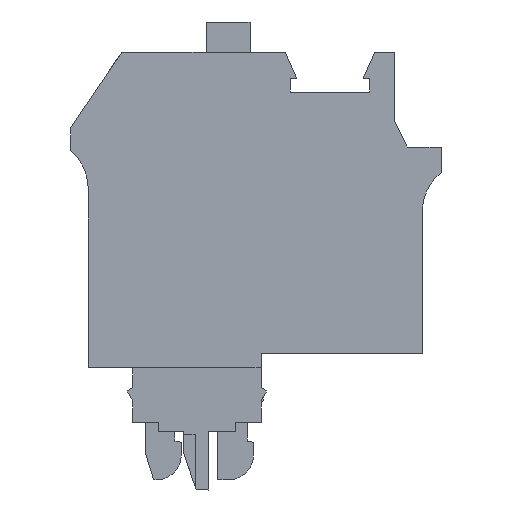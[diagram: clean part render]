
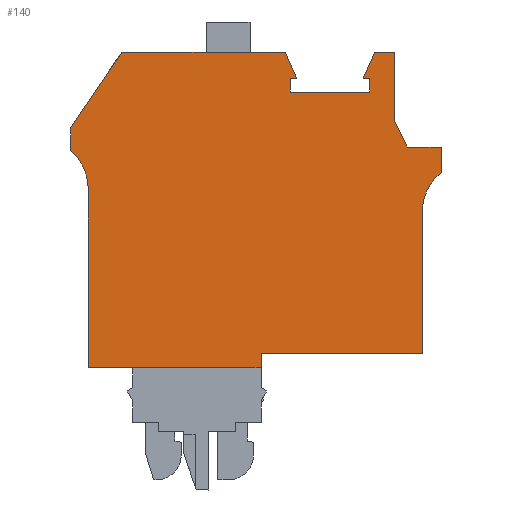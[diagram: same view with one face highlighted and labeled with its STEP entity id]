
A CAD part, left-side view. The second image highlights one B-rep face of the part: STEP entity #140.
In plain terms, the highlighted planar face has unit normal (-1, 0, 0).
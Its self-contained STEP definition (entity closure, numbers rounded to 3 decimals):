
#140=ADVANCED_FACE('',(#379),#380,.T.);
#379=FACE_OUTER_BOUND('',#715,.T.);
#380=PLANE('',#716);
#715=EDGE_LOOP('',(#1062,#1063,#1064,#1065,#1066,#1067,#1068,#1069,#1070,#1071,#1072,#1073,#1074,#1075,#1076,#1077,#1078,#1079,#1080,#1081,#1082,#1083));
#716=AXIS2_PLACEMENT_3D('',#1084,#1085,#1086);
#1062=ORIENTED_EDGE('',*,*,#2124,.T.);
#1063=ORIENTED_EDGE('',*,*,#2125,.T.);
#1064=ORIENTED_EDGE('',*,*,#2126,.T.);
#1065=ORIENTED_EDGE('',*,*,#2127,.T.);
#1066=ORIENTED_EDGE('',*,*,#2128,.F.);
#1067=ORIENTED_EDGE('',*,*,#2129,.F.);
#1068=ORIENTED_EDGE('',*,*,#2130,.F.);
#1069=ORIENTED_EDGE('',*,*,#2131,.F.);
#1070=ORIENTED_EDGE('',*,*,#2132,.T.);
#1071=ORIENTED_EDGE('',*,*,#2133,.F.);
#1072=ORIENTED_EDGE('',*,*,#2134,.F.);
#1073=ORIENTED_EDGE('',*,*,#2135,.T.);
#1074=ORIENTED_EDGE('',*,*,#2136,.T.);
#1075=ORIENTED_EDGE('',*,*,#2137,.F.);
#1076=ORIENTED_EDGE('',*,*,#2138,.T.);
#1077=ORIENTED_EDGE('',*,*,#2139,.T.);
#1078=ORIENTED_EDGE('',*,*,#2140,.F.);
#1079=ORIENTED_EDGE('',*,*,#2141,.F.);
#1080=ORIENTED_EDGE('',*,*,#2142,.F.);
#1081=ORIENTED_EDGE('',*,*,#2143,.T.);
#1082=ORIENTED_EDGE('',*,*,#2144,.T.);
#1083=ORIENTED_EDGE('',*,*,#2145,.T.);
#1084=CARTESIAN_POINT('',(0.,18.925,34.35));
#1085=DIRECTION('',(-1.0,0.,0.));
#1086=DIRECTION('',(0.,0.,-1.0));
#2124=EDGE_CURVE('',#2565,#2566,#2567,.T.);
#2125=EDGE_CURVE('',#2566,#2568,#2569,.T.);
#2126=EDGE_CURVE('',#2568,#2570,#2571,.T.);
#2127=EDGE_CURVE('',#2570,#2572,#2573,.T.);
#2128=EDGE_CURVE('',#2574,#2572,#2575,.T.);
#2129=EDGE_CURVE('',#2576,#2574,#2577,.T.);
#2130=EDGE_CURVE('',#2578,#2576,#2579,.T.);
#2131=EDGE_CURVE('',#2580,#2578,#2581,.T.);
#2132=EDGE_CURVE('',#2580,#2582,#2583,.T.);
#2133=EDGE_CURVE('',#2584,#2582,#2585,.T.);
#2134=EDGE_CURVE('',#2586,#2584,#2587,.T.);
#2135=EDGE_CURVE('',#2586,#2588,#2589,.T.);
#2136=EDGE_CURVE('',#2588,#2590,#2591,.T.);
#2137=EDGE_CURVE('',#2592,#2590,#2593,.T.);
#2138=EDGE_CURVE('',#2592,#2594,#2595,.T.);
#2139=EDGE_CURVE('',#2594,#2596,#2597,.T.);
#2140=EDGE_CURVE('',#2598,#2596,#2599,.T.);
#2141=EDGE_CURVE('',#2600,#2598,#2601,.T.);
#2142=EDGE_CURVE('',#2602,#2600,#2603,.T.);
#2143=EDGE_CURVE('',#2602,#2604,#2605,.T.);
#2144=EDGE_CURVE('',#2604,#2606,#2607,.T.);
#2145=EDGE_CURVE('',#2606,#2565,#2608,.T.);
#2565=VERTEX_POINT('',#3215);
#2566=VERTEX_POINT('',#3216);
#2567=LINE('',#3217,#3218);
#2568=VERTEX_POINT('',#3219);
#2569=LINE('',#3220,#3221);
#2570=VERTEX_POINT('',#3222);
#2571=LINE('',#3223,#3224);
#2572=VERTEX_POINT('',#3225);
#2573=LINE('',#3226,#3227);
#2574=VERTEX_POINT('',#3228);
#2575=LINE('',#3229,#3230);
#2576=VERTEX_POINT('',#3231);
#2577=LINE('',#3232,#3233);
#2578=VERTEX_POINT('',#3234);
#2579=LINE('',#3235,#3236);
#2580=VERTEX_POINT('',#3237);
#2581=CIRCLE('',#3238,4.0);
#2582=VERTEX_POINT('',#3239);
#2583=LINE('',#3240,#3241);
#2584=VERTEX_POINT('',#3242);
#2585=LINE('',#3243,#3244);
#2586=VERTEX_POINT('',#3245);
#2587=LINE('',#3246,#3247);
#2588=VERTEX_POINT('',#3248);
#2589=LINE('',#3249,#3250);
#2590=VERTEX_POINT('',#3251);
#2591=LINE('',#3252,#3253);
#2592=VERTEX_POINT('',#3254);
#2593=CIRCLE('',#3255,4.0);
#2594=VERTEX_POINT('',#3256);
#2595=LINE('',#3257,#3258);
#2596=VERTEX_POINT('',#3259);
#2597=LINE('',#3260,#3261);
#2598=VERTEX_POINT('',#3262);
#2599=LINE('',#3263,#3264);
#2600=VERTEX_POINT('',#3265);
#2601=LINE('',#3266,#3267);
#2602=VERTEX_POINT('',#3268);
#2603=LINE('',#3269,#3270);
#2604=VERTEX_POINT('',#3271);
#2605=LINE('',#3272,#3273);
#2606=VERTEX_POINT('',#3274);
#2607=LINE('',#3275,#3276);
#2608=LINE('',#3277,#3278);
#3215=CARTESIAN_POINT('',(0.,5.7,31.675));
#3216=CARTESIAN_POINT('',(0.,12.025,31.675));
#3217=CARTESIAN_POINT('',(0.,8.55,31.675));
#3218=VECTOR('',#4128,1.0);
#3219=CARTESIAN_POINT('',(0.,12.025,32.745));
#3220=CARTESIAN_POINT('',(0.,12.025,-150.034));
#3221=VECTOR('',#4129,1.0);
#3222=CARTESIAN_POINT('',(0.,11.497,32.745));
#3223=CARTESIAN_POINT('',(0.,8.55,32.745));
#3224=VECTOR('',#4130,1.0);
#3225=CARTESIAN_POINT('',(0.,12.422,34.85));
#3226=CARTESIAN_POINT('',(0.,-68.826,-150.034));
#3227=VECTOR('',#4131,1.0);
#3228=CARTESIAN_POINT('',(0.,25.431,34.85));
#3229=CARTESIAN_POINT('',(0.,8.55,34.85));
#3230=VECTOR('',#4132,1.0);
#3231=CARTESIAN_POINT('',(0.,29.5,28.837));
#3232=CARTESIAN_POINT('',(0.,150.553,-150.034));
#3233=VECTOR('',#4133,1.0);
#3234=CARTESIAN_POINT('',(0.,29.5,27.008));
#3235=CARTESIAN_POINT('',(0.,29.5,-150.034));
#3236=VECTOR('',#4134,1.0);
#3237=CARTESIAN_POINT('',(0.,28.1,23.968));
#3238=AXIS2_PLACEMENT_3D('',#4135,#4136,#4137);
#3239=CARTESIAN_POINT('',(0.,28.1,9.737));
#3240=CARTESIAN_POINT('',(0.,28.1,-150.034));
#3241=VECTOR('',#4138,1.0);
#3242=CARTESIAN_POINT('',(0.,14.35,9.737));
#3243=CARTESIAN_POINT('',(0.,8.55,9.737));
#3244=VECTOR('',#4139,1.0);
#3245=CARTESIAN_POINT('',(0.,14.35,10.85));
#3246=CARTESIAN_POINT('',(0.,14.35,-150.034));
#3247=VECTOR('',#4140,1.0);
#3248=CARTESIAN_POINT('',(0.,1.5,10.85));
#3249=CARTESIAN_POINT('',(0.,0.,10.85));
#3250=VECTOR('',#4141,1.0);
#3251=CARTESIAN_POINT('',(0.,1.5,22.178));
#3252=CARTESIAN_POINT('',(0.,1.5,0.));
#3253=VECTOR('',#4142,1.0);
#3254=CARTESIAN_POINT('',(0.,0.,25.3));
#3255=AXIS2_PLACEMENT_3D('',#4143,#4144,#4145);
#3256=CARTESIAN_POINT('',(0.,0.,27.3));
#3257=CARTESIAN_POINT('',(0.,0.,-150.034));
#3258=VECTOR('',#4146,1.0);
#3259=CARTESIAN_POINT('',(0.,2.7,27.3));
#3260=CARTESIAN_POINT('',(0.,8.55,27.3));
#3261=VECTOR('',#4147,1.0);
#3262=CARTESIAN_POINT('',(0.,3.7,29.35));
#3263=CARTESIAN_POINT('',(0.,-83.804,-150.034));
#3264=VECTOR('',#4148,1.0);
#3265=CARTESIAN_POINT('',(0.,3.7,34.85));
#3266=CARTESIAN_POINT('',(0.,3.7,-150.034));
#3267=VECTOR('',#4149,1.0);
#3268=CARTESIAN_POINT('',(0.,5.303,34.85));
#3269=CARTESIAN_POINT('',(0.,8.55,34.85));
#3270=VECTOR('',#4150,1.0);
#3271=CARTESIAN_POINT('',(0.,6.228,32.745));
#3272=CARTESIAN_POINT('',(0.,86.551,-150.034));
#3273=VECTOR('',#4151,1.0);
#3274=CARTESIAN_POINT('',(0.,5.7,32.745));
#3275=CARTESIAN_POINT('',(0.,8.742,32.745));
#3276=VECTOR('',#4152,1.0);
#3277=CARTESIAN_POINT('',(0.,5.7,-148.844));
#3278=VECTOR('',#4153,1.0);
#4128=DIRECTION('',(0.,1.0,0.));
#4129=DIRECTION('',(0.,0.,1.0));
#4130=DIRECTION('',(0.,-1.0,0.));
#4131=DIRECTION('',(0.,0.402,0.915));
#4132=DIRECTION('',(0.,-1.0,0.));
#4133=DIRECTION('',(0.,-0.56,0.828));
#4134=DIRECTION('',(0.,0.,1.0));
#4135=CARTESIAN_POINT('',(0.,32.1,23.968));
#4136=DIRECTION('',(-1.0,0.,0.));
#4137=DIRECTION('',(0.,-1.0,0.));
#4138=DIRECTION('',(0.,0.,-1.0));
#4139=DIRECTION('',(0.,1.0,0.));
#4140=DIRECTION('',(0.,0.,-1.0));
#4141=DIRECTION('',(0.,-1.0,0.));
#4142=DIRECTION('',(0.,0.,1.0));
#4143=CARTESIAN_POINT('',(0.,-2.5,22.178));
#4144=DIRECTION('',(-1.0,0.,0.));
#4145=DIRECTION('',(0.,-1.0,0.));
#4146=DIRECTION('',(0.,0.,1.0));
#4147=DIRECTION('',(0.,1.0,0.));
#4148=DIRECTION('',(0.,-0.438,-0.899));
#4149=DIRECTION('',(0.,0.,-1.0));
#4150=DIRECTION('',(0.,-1.0,0.));
#4151=DIRECTION('',(0.,0.402,-0.915));
#4152=DIRECTION('',(0.0,-1.0,0.));
#4153=DIRECTION('',(0.,0.,-1.0));
